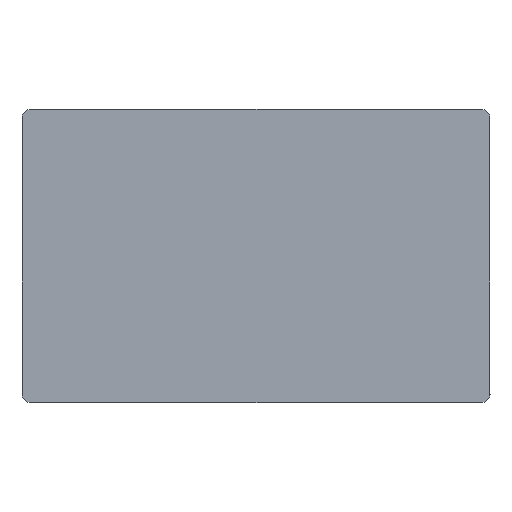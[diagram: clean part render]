
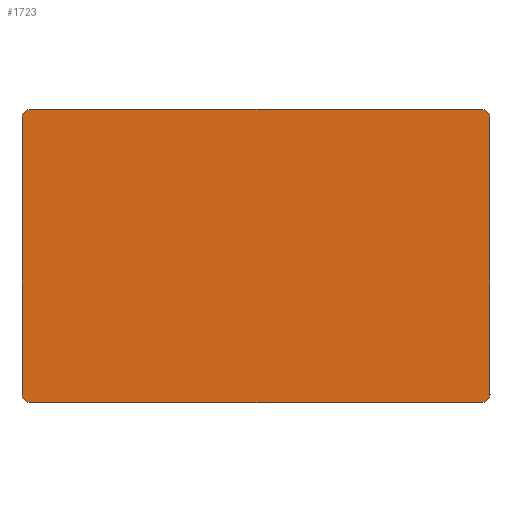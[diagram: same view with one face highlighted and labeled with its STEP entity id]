
A CAD part, top view. The second image highlights one B-rep face of the part: STEP entity #1723.
In plain terms, the highlighted planar face has unit normal (0, 0, 1).
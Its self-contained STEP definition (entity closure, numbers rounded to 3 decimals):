
#134 = CARTESIAN_POINT ( 'NONE',  ( 105.3, 0., 0.55 ) ) ;
#480 = EDGE_CURVE ( 'NONE', #5023, #23548, #25841, .T. ) ;
#573 = DIRECTION ( 'NONE',  ( 0., 0., 1. ) ) ;
#675 = CARTESIAN_POINT ( 'NONE',  ( 105.3, 65.3, 0.55 ) ) ;
#1373 = LINE ( 'NONE', #9973, #11576 ) ;
#1723 = ADVANCED_FACE ( 'NONE', ( #18225 ), #30856, .T. ) ;
#1793 = DIRECTION ( 'NONE',  ( 1., 0., 0. ) ) ;
#1838 = CIRCLE ( 'NONE', #15082, 2. ) ;
#2041 = CARTESIAN_POINT ( 'NONE',  ( 105.3, 67.3, 0.55 ) ) ;
#2134 = ORIENTED_EDGE ( 'NONE', *, *, #12260, .T. ) ;
#3077 = DIRECTION ( 'NONE',  ( 1., 0., 0. ) ) ;
#4347 = EDGE_LOOP ( 'NONE', ( #9027, #7130, #23948, #21195, #9565, #2134, #32217, #6037 ) ) ;
#4886 = DIRECTION ( 'NONE',  ( 0., 0., 1. ) ) ;
#4914 = VECTOR ( 'NONE', #17627, 1000. ) ;
#5023 = VERTEX_POINT ( 'NONE', #14946 ) ;
#5380 = VERTEX_POINT ( 'NONE', #30053 ) ;
#5668 = LINE ( 'NONE', #17995, #26963 ) ;
#5920 = CIRCLE ( 'NONE', #31256, 2. ) ;
#6037 = ORIENTED_EDGE ( 'NONE', *, *, #480, .T. ) ;
#6116 = VERTEX_POINT ( 'NONE', #22754 ) ;
#7130 = ORIENTED_EDGE ( 'NONE', *, *, #12137, .T. ) ;
#7637 = DIRECTION ( 'NONE',  ( 1., 0., 0. ) ) ;
#8129 = VECTOR ( 'NONE', #12943, 1000. ) ;
#8546 = CARTESIAN_POINT ( 'NONE',  ( 105.3, 65.3, 0.55 ) ) ;
#8925 = CARTESIAN_POINT ( 'NONE',  ( 107.3, 65.3, 0.55 ) ) ;
#9027 = ORIENTED_EDGE ( 'NONE', *, *, #24914, .T. ) ;
#9565 = ORIENTED_EDGE ( 'NONE', *, *, #21733, .T. ) ;
#9973 = CARTESIAN_POINT ( 'NONE',  ( 2., 67.3, 0.55 ) ) ;
#11056 = EDGE_CURVE ( 'NONE', #19117, #5380, #30150, .T. ) ;
#11576 = VECTOR ( 'NONE', #27830, 1000. ) ;
#11613 = VERTEX_POINT ( 'NONE', #134 ) ;
#12137 = EDGE_CURVE ( 'NONE', #31735, #19117, #1373, .T. ) ;
#12260 = EDGE_CURVE ( 'NONE', #6116, #11613, #5668, .T. ) ;
#12943 = DIRECTION ( 'NONE',  ( 0., 1., 0. ) ) ;
#13360 = DIRECTION ( 'NONE',  ( 0., 0., 1. ) ) ;
#13860 = CARTESIAN_POINT ( 'NONE',  ( 0., 2., 0.55 ) ) ;
#14379 = DIRECTION ( 'NONE',  ( 1., 0., 0. ) ) ;
#14940 = AXIS2_PLACEMENT_3D ( 'NONE', #25235, #4886, #7637 ) ;
#14946 = CARTESIAN_POINT ( 'NONE',  ( 107.3, 2., 0.55 ) ) ;
#15082 = AXIS2_PLACEMENT_3D ( 'NONE', #26945, #29477, #14379 ) ;
#16090 = EDGE_CURVE ( 'NONE', #11613, #5023, #1838, .T. ) ;
#17053 = VERTEX_POINT ( 'NONE', #13860 ) ;
#17276 = DIRECTION ( 'NONE',  ( 0., 0., 1. ) ) ;
#17627 = DIRECTION ( 'NONE',  ( 0., -1., 0. ) ) ;
#17995 = CARTESIAN_POINT ( 'NONE',  ( 105.3, 0., 0.55 ) ) ;
#18225 = FACE_OUTER_BOUND ( 'NONE', #4347, .T. ) ;
#18432 = DIRECTION ( 'NONE',  ( 1., 0., 0. ) ) ;
#19117 = VERTEX_POINT ( 'NONE', #32542 ) ;
#19153 = EDGE_CURVE ( 'NONE', #5380, #17053, #20232, .T. ) ;
#20232 = LINE ( 'NONE', #27659, #4914 ) ;
#21195 = ORIENTED_EDGE ( 'NONE', *, *, #19153, .T. ) ;
#21733 = EDGE_CURVE ( 'NONE', #17053, #6116, #5920, .T. ) ;
#22087 = AXIS2_PLACEMENT_3D ( 'NONE', #8546, #13360, #31061 ) ;
#22250 = CARTESIAN_POINT ( 'NONE',  ( 107.3, 65.3, 0.55 ) ) ;
#22754 = CARTESIAN_POINT ( 'NONE',  ( 2., 0., 0.55 ) ) ;
#23548 = VERTEX_POINT ( 'NONE', #8925 ) ;
#23948 = ORIENTED_EDGE ( 'NONE', *, *, #11056, .T. ) ;
#24914 = EDGE_CURVE ( 'NONE', #23548, #31735, #29888, .T. ) ;
#25235 = CARTESIAN_POINT ( 'NONE',  ( 2., 65.3, 0.55 ) ) ;
#25841 = LINE ( 'NONE', #22250, #8129 ) ;
#26945 = CARTESIAN_POINT ( 'NONE',  ( 105.3, 2., 0.55 ) ) ;
#26963 = VECTOR ( 'NONE', #18432, 1000. ) ;
#27202 = CARTESIAN_POINT ( 'NONE',  ( 2., 2., 0.55 ) ) ;
#27659 = CARTESIAN_POINT ( 'NONE',  ( 0., 2., 0.55 ) ) ;
#27830 = DIRECTION ( 'NONE',  ( -1., 0., 0. ) ) ;
#28217 = AXIS2_PLACEMENT_3D ( 'NONE', #675, #573, #3077 ) ;
#29477 = DIRECTION ( 'NONE',  ( 0., 0., 1. ) ) ;
#29888 = CIRCLE ( 'NONE', #28217, 2. ) ;
#30053 = CARTESIAN_POINT ( 'NONE',  ( 0., 65.3, 0.55 ) ) ;
#30150 = CIRCLE ( 'NONE', #14940, 2. ) ;
#30856 = PLANE ( 'NONE',  #22087 ) ;
#31061 = DIRECTION ( 'NONE',  ( 1., 0., 0. ) ) ;
#31256 = AXIS2_PLACEMENT_3D ( 'NONE', #27202, #17276, #1793 ) ;
#31735 = VERTEX_POINT ( 'NONE', #2041 ) ;
#32217 = ORIENTED_EDGE ( 'NONE', *, *, #16090, .T. ) ;
#32542 = CARTESIAN_POINT ( 'NONE',  ( 2., 67.3, 0.55 ) ) ;
